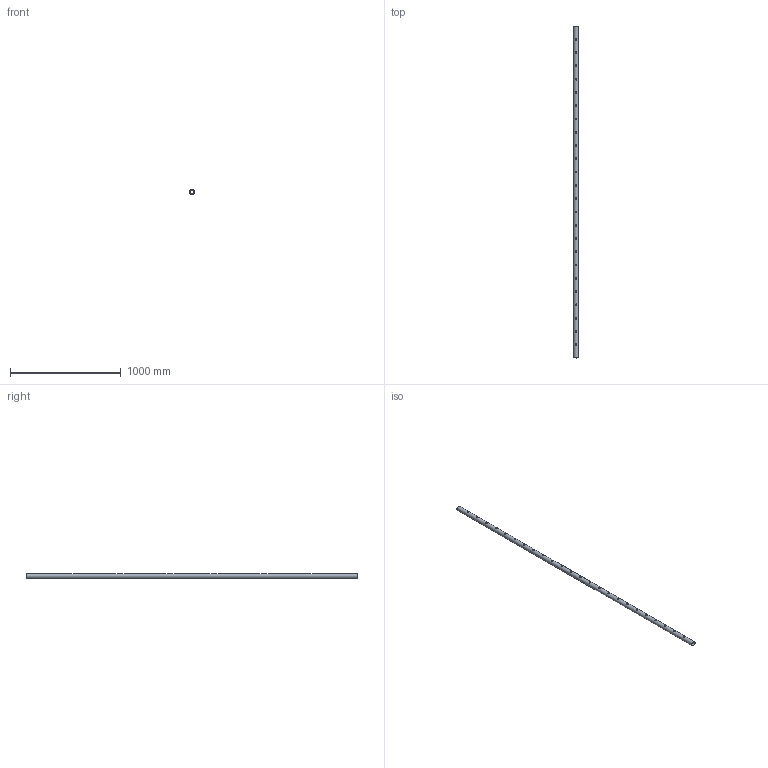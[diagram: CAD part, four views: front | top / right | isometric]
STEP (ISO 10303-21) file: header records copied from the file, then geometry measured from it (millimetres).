
FILE_DESCRIPTION (( 'STEP AP203' ), '1' );
FILE_NAME ('55130-GG-16.STEP', '2022-03-18T09:22:06', ( '' ), ( '' ), 'SwSTEP 2.0', 'SolidWorks 2018', '' );
FILE_SCHEMA (( 'CONFIG_CONTROL_DESIGN' ));
Length unit declared in the file: millimetre
Products named in the file (1): 55130-GG-16
Bounding box: 42.4 x 3000 x 42.4 mm (x, y, z)
Volume: 751544.5 mm3; surface area: 754596.2 mm2
Topology: 1 solids, 1 shells, 266 faces, 816 edges, 528 vertices
Faces by surface type: bspline 114, plane 102, cylinder 50
Full cylindrical faces by diameter (mm): 16.1 x24, 38.4 x1, 42.4 x1
Entity records: 17279 total; most frequent: CARTESIAN_POINT 11365, ORIENTED_EDGE 1388, DIRECTION 790, EDGE_CURVE 694, VERTEX_POINT 480, EDGE_LOOP 366, VECTOR 304, LINE 304
